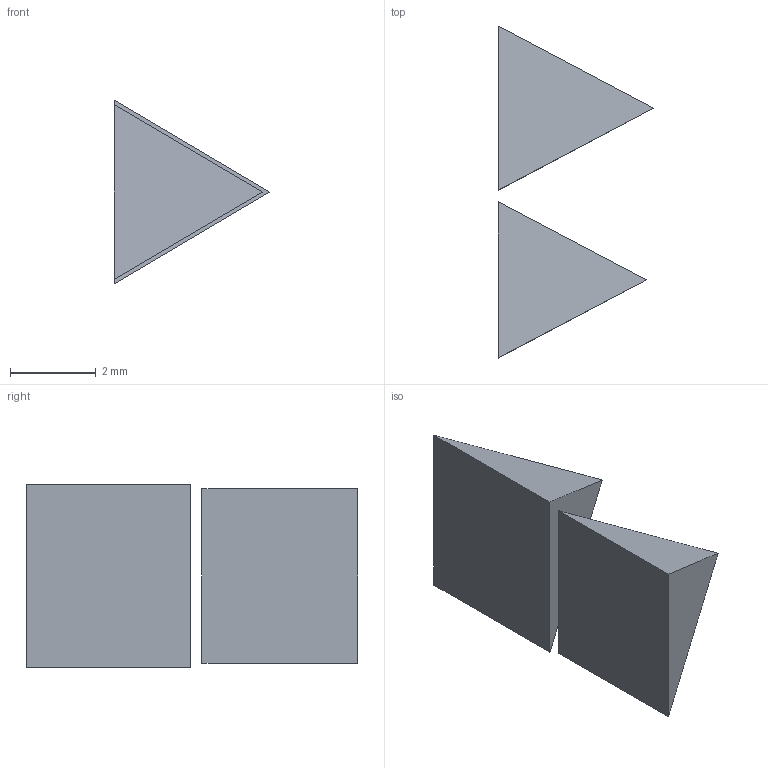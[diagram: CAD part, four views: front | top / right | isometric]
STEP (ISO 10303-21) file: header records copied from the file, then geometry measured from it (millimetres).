
FILE_DESCRIPTION(/* description */ (''),/* implementation_level */ '2;1');
FILE_NAME(/* name */ 'VL53L5 Exclusion cones.step',/* time_stamp */ '2025-06-18T07:40:59-04:00',/* author */ (''),/* organization */ (''),/* preprocessor_version */ 'ST-DEVELOPER v20.1',/* originating_system */ 'Autodesk Translation Framework v14.10.0.0',/* authorisation */ '');
FILE_SCHEMA (('AUTOMOTIVE_DESIGN { 1 0 10303 214 3 1 1 }'));
Length unit declared in the file: millimetre
Products named in the file (1): VL53L5 Exclusion cones
Bounding box: 3.63 x 7.72 x 4.28 mm (x, y, z)
Volume: 36.7 mm3; surface area: 95.1 mm2
Topology: 2 solids, 2 shells, 10 faces, 16 edges, 10 vertices
Faces by surface type: plane 10
Entity records: 263 total; most frequent: DIRECTION 38, CARTESIAN_POINT 37, ORIENTED_EDGE 32, LINE 16, VECTOR 16, EDGE_CURVE 16, AXIS2_PLACEMENT_3D 11, FACE_OUTER_BOUND 10
